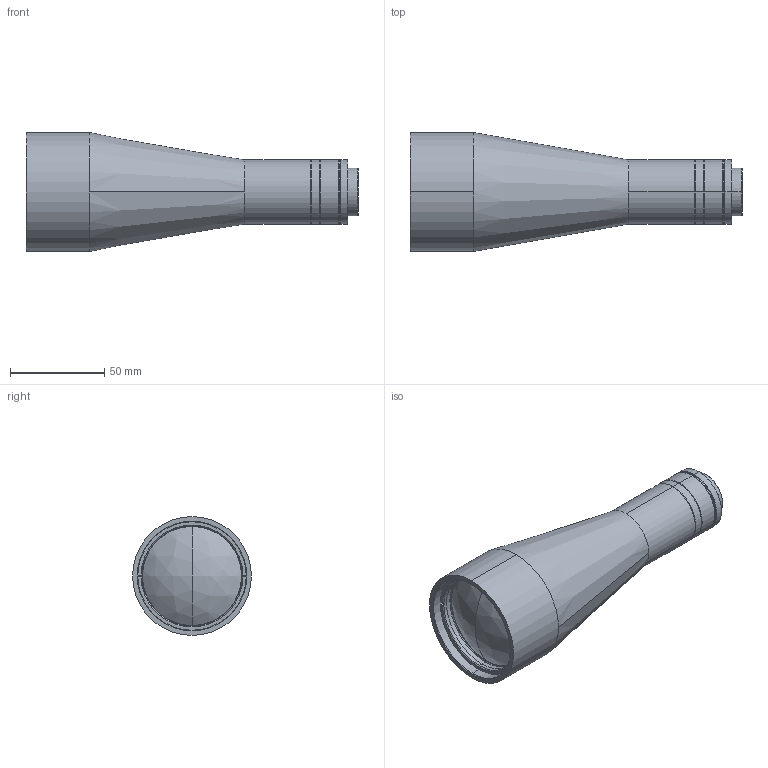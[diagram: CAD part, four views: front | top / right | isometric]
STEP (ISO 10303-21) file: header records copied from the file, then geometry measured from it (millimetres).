
FILE_DESCRIPTION (( 'STEP AP214' ), '1' );
FILE_NAME ('TTL08-45-70C.STEP', '2023-05-12T02:24:04', ( '' ), ( '' ), 'SwSTEP 2.0', 'SolidWorks 2022', '' );
FILE_SCHEMA (( 'AUTOMOTIVE_DESIGN' ));
Length unit declared in the file: millimetre
Products named in the file (1): TTL08-45-70C
Bounding box: 176 x 63 x 63 mm (x, y, z)
Volume: 158924.7 mm3; surface area: 73175 mm2
Topology: 23 solids, 23 shells, 370 faces, 819 edges, 514 vertices
Faces by surface type: cylinder 136, cone 103, plane 91, bspline 36, torus 4
Entity records: 15493 total; most frequent: CARTESIAN_POINT 2738, DIRECTION 1925, ORIENTED_EDGE 1638, EDGE_CURVE 819, AXIS2_PLACEMENT_3D 815, VERTEX_POINT 514, CIRCLE 480, EDGE_LOOP 427
